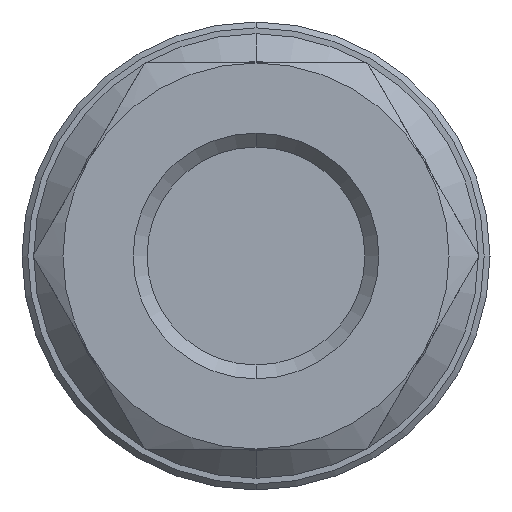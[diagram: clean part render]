
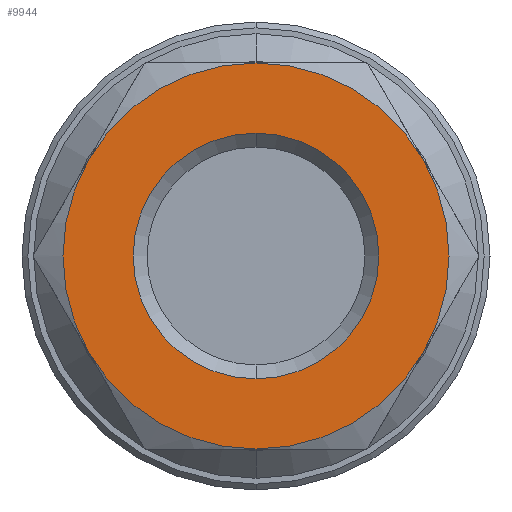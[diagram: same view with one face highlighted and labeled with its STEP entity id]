
A CAD part, left-side view. The second image highlights one B-rep face of the part: STEP entity #9944.
In plain terms, the highlighted planar face has unit normal (-1, 0, 0).
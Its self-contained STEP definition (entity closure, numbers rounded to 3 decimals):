
#492 = EDGE_CURVE ( 'NONE', #3449, #3451, #5987, .T. ) ;
#579 = EDGE_CURVE ( 'NONE', #3305, #3308, #6066, .T. ) ;
#588 = EDGE_LOOP ( 'NONE', ( #5855, #5854 ) ) ;
#592 = EDGE_LOOP ( 'NONE', ( #1546, #1547, #1548, #1549, #1550, #5764 ) ) ;
#653 = CARTESIAN_POINT ( 'NONE',  ( 0., 0., 0. ) ) ;
#654 = DIRECTION ( 'NONE',  ( 1., 0., 0. ) ) ;
#655 = DIRECTION ( 'NONE',  ( 0., 0., 1. ) ) ;
#1546 = ORIENTED_EDGE ( 'NONE', *, *, #6362, .F. ) ;
#1547 = ORIENTED_EDGE ( 'NONE', *, *, #6357, .F. ) ;
#1548 = ORIENTED_EDGE ( 'NONE', *, *, #6359, .F. ) ;
#1549 = ORIENTED_EDGE ( 'NONE', *, *, #579, .F. ) ;
#1550 = ORIENTED_EDGE ( 'NONE', *, *, #6363, .F. ) ;
#3166 = CARTESIAN_POINT ( 'NONE',  ( 0., 0., 0. ) ) ;
#3168 = DIRECTION ( 'NONE',  ( 1., 0., 0. ) ) ;
#3170 = DIRECTION ( 'NONE',  ( 0., 0., -1. ) ) ;
#3305 = VERTEX_POINT ( 'NONE', #6986 ) ;
#3306 = VERTEX_POINT ( 'NONE', #6987 ) ;
#3307 = VERTEX_POINT ( 'NONE', #6988 ) ;
#3308 = VERTEX_POINT ( 'NONE', #6989 ) ;
#3309 = VERTEX_POINT ( 'NONE', #6990 ) ;
#3311 = VERTEX_POINT ( 'NONE', #6991 ) ;
#3449 = VERTEX_POINT ( 'NONE', #7068 ) ;
#3451 = VERTEX_POINT ( 'NONE', #7069 ) ;
#5764 = ORIENTED_EDGE ( 'NONE', *, *, #6354, .F. ) ;
#5854 = ORIENTED_EDGE ( 'NONE', *, *, #6358, .T. ) ;
#5855 = ORIENTED_EDGE ( 'NONE', *, *, #492, .T. ) ;
#5987 = CIRCLE ( 'NONE', #6589, 10.5 ) ;
#6066 = CIRCLE ( 'NONE', #6625, 16.5 ) ;
#6180 = AXIS2_PLACEMENT_3D ( 'NONE', #7269, #7270, #7271 ) ;
#6183 = AXIS2_PLACEMENT_3D ( 'NONE', #7278, #7279, #7280 ) ;
#6184 = AXIS2_PLACEMENT_3D ( 'NONE', #7281, #7282, #7283 ) ;
#6185 = AXIS2_PLACEMENT_3D ( 'NONE', #7284, #7285, #7286 ) ;
#6188 = AXIS2_PLACEMENT_3D ( 'NONE', #7293, #7294, #7295 ) ;
#6189 = AXIS2_PLACEMENT_3D ( 'NONE', #7296, #7297, #7298 ) ;
#6330 = AXIS2_PLACEMENT_3D ( 'NONE', #8877, #8878, #8879 ) ;
#6354 = EDGE_CURVE ( 'NONE', #3311, #3306, #7592, .T. ) ;
#6357 = EDGE_CURVE ( 'NONE', #3307, #3309, #7595, .T. ) ;
#6358 = EDGE_CURVE ( 'NONE', #3451, #3449, #7596, .T. ) ;
#6359 = EDGE_CURVE ( 'NONE', #3308, #3307, #7597, .T. ) ;
#6362 = EDGE_CURVE ( 'NONE', #3309, #3311, #7600, .T. ) ;
#6363 = EDGE_CURVE ( 'NONE', #3306, #3305, #7601, .T. ) ;
#6589 = AXIS2_PLACEMENT_3D ( 'NONE', #653, #654, #655 ) ;
#6625 = AXIS2_PLACEMENT_3D ( 'NONE', #3166, #3168, #3170 ) ;
#6986 = CARTESIAN_POINT ( 'NONE',  ( 0., 14.289, -8.25 ) ) ;
#6987 = CARTESIAN_POINT ( 'NONE',  ( 0., 0., -16.5 ) ) ;
#6988 = CARTESIAN_POINT ( 'NONE',  ( 0., 0., 16.5 ) ) ;
#6989 = CARTESIAN_POINT ( 'NONE',  ( 0., 14.289, 8.25 ) ) ;
#6990 = CARTESIAN_POINT ( 'NONE',  ( 0., -14.289, 8.25 ) ) ;
#6991 = CARTESIAN_POINT ( 'NONE',  ( 0., -14.289, -8.25 ) ) ;
#7068 = CARTESIAN_POINT ( 'NONE',  ( 0., 0., 10.5 ) ) ;
#7069 = CARTESIAN_POINT ( 'NONE',  ( 0., 0., -10.5 ) ) ;
#7269 = CARTESIAN_POINT ( 'NONE',  ( 0., 0., 0. ) ) ;
#7270 = DIRECTION ( 'NONE',  ( 1., 0., 0. ) ) ;
#7271 = DIRECTION ( 'NONE',  ( 0., 0., -1. ) ) ;
#7278 = CARTESIAN_POINT ( 'NONE',  ( 0., 0., 0. ) ) ;
#7279 = DIRECTION ( 'NONE',  ( 1., 0., 0. ) ) ;
#7280 = DIRECTION ( 'NONE',  ( 0., 0., -1. ) ) ;
#7281 = CARTESIAN_POINT ( 'NONE',  ( 0., 0., 0. ) ) ;
#7282 = DIRECTION ( 'NONE',  ( 1., 0., 0. ) ) ;
#7283 = DIRECTION ( 'NONE',  ( 0., 0., 1. ) ) ;
#7284 = CARTESIAN_POINT ( 'NONE',  ( 0., 0., 0. ) ) ;
#7285 = DIRECTION ( 'NONE',  ( 1., 0., 0. ) ) ;
#7286 = DIRECTION ( 'NONE',  ( 0., 0., -1. ) ) ;
#7293 = CARTESIAN_POINT ( 'NONE',  ( 0., 0., 0. ) ) ;
#7294 = DIRECTION ( 'NONE',  ( 1., 0., 0. ) ) ;
#7295 = DIRECTION ( 'NONE',  ( 0., 0., -1. ) ) ;
#7296 = CARTESIAN_POINT ( 'NONE',  ( 0., 0., 0. ) ) ;
#7297 = DIRECTION ( 'NONE',  ( 1., 0., 0. ) ) ;
#7298 = DIRECTION ( 'NONE',  ( 0., 0., -1. ) ) ;
#7592 = CIRCLE ( 'NONE', #6180, 16.5 ) ;
#7595 = CIRCLE ( 'NONE', #6183, 16.5 ) ;
#7596 = CIRCLE ( 'NONE', #6184, 10.5 ) ;
#7597 = CIRCLE ( 'NONE', #6185, 16.5 ) ;
#7600 = CIRCLE ( 'NONE', #6188, 16.5 ) ;
#7601 = CIRCLE ( 'NONE', #6189, 16.5 ) ;
#8876 = PLANE ( 'NONE',  #6330 ) ;
#8877 = CARTESIAN_POINT ( 'NONE',  ( 0., 16.5, 0. ) ) ;
#8878 = DIRECTION ( 'NONE',  ( -1., 0., 0. ) ) ;
#8879 = DIRECTION ( 'NONE',  ( 0., 0., 1. ) ) ;
#9310 = FACE_OUTER_BOUND ( 'NONE', #592, .T. ) ;
#9311 = FACE_BOUND ( 'NONE', #588, .T. ) ;
#9944 = ADVANCED_FACE ( 'NONE', ( #9310, #9311 ), #8876, .T. ) ;
